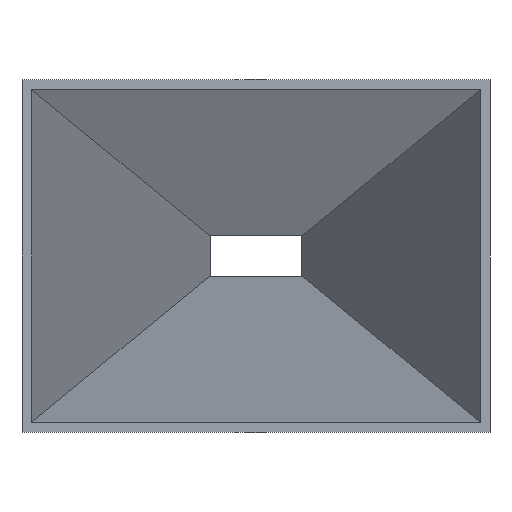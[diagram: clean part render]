
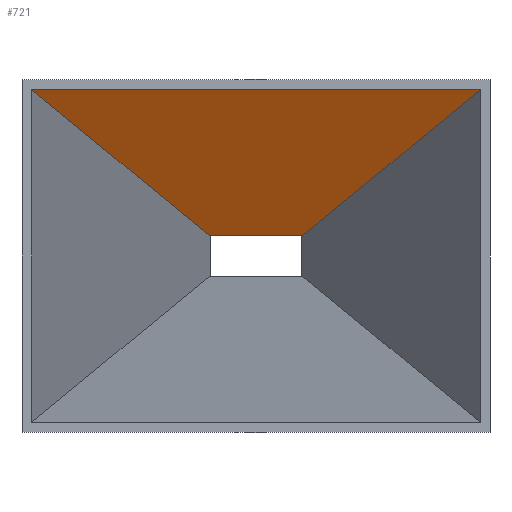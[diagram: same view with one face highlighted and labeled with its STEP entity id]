
A CAD part, front view. The second image highlights one B-rep face of the part: STEP entity #721.
In plain terms, the highlighted face is planar.
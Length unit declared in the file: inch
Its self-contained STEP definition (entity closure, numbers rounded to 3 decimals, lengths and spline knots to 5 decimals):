
#347 = LINE ( 'NONE', #2923, #2574 ) ;
#721 = ADVANCED_FACE ( 'NONE', ( #6327 ), #14272, .T. ) ;
#1461 = VECTOR ( 'NONE', #13846, 39.37008 ) ;
#2347 = VERTEX_POINT ( 'NONE', #18676 ) ;
#2391 = EDGE_CURVE ( 'NONE', #29882, #2347, #29341, .T. ) ;
#2574 = VECTOR ( 'NONE', #10513, 39.37008 ) ;
#2923 = CARTESIAN_POINT ( 'NONE',  ( -0.2485, -0.561, 2.27157 ) ) ;
#5540 = DIRECTION ( 'NONE',  ( 0.163, -0.198, -0.966 ) ) ;
#6327 = FACE_OUTER_BOUND ( 'NONE', #26460, .T. ) ;
#6937 = EDGE_CURVE ( 'NONE', #25947, #28070, #10930, .T. ) ;
#7723 = EDGE_CURVE ( 'NONE', #13090, #2347, #15352, .T. ) ;
#8072 = LINE ( 'NONE', #33954, #29008 ) ;
#8135 = CARTESIAN_POINT ( 'NONE',  ( -2.03532, 2.74331, 12.85198 ) ) ;
#8603 = CARTESIAN_POINT ( 'NONE',  ( -0.2485, 0.561, 2.27157 ) ) ;
#9275 = LINE ( 'NONE', #16222, #15621 ) ;
#10513 = DIRECTION ( 'NONE',  ( 0.167, 0., -0.986 ) ) ;
#10930 = LINE ( 'NONE', #29888, #1461 ) ;
#13090 = VERTEX_POINT ( 'NONE', #8603 ) ;
#13590 = DIRECTION ( 'NONE',  ( 0.986, 0., 0.167 ) ) ;
#13846 = DIRECTION ( 'NONE',  ( 0.163, 0.198, -0.966 ) ) ;
#14272 = PLANE ( 'NONE',  #33499 ) ;
#14446 = VECTOR ( 'NONE', #5540, 39.37008 ) ;
#15352 = LINE ( 'NONE', #28947, #27592 ) ;
#15621 = VECTOR ( 'NONE', #24174, 39.37008 ) ;
#15636 = ORIENTED_EDGE ( 'NONE', *, *, #6937, .T. ) ;
#15676 = DIRECTION ( 'NONE',  ( 0., 1., 0. ) ) ;
#15994 = ORIENTED_EDGE ( 'NONE', *, *, #18819, .F. ) ;
#16222 = CARTESIAN_POINT ( 'NONE',  ( -0.2485, -0.561, 2.27157 ) ) ;
#18676 = CARTESIAN_POINT ( 'NONE',  ( -0.23944, 0.561, 2.2179 ) ) ;
#18819 = EDGE_CURVE ( 'NONE', #22386, #28070, #347, .T. ) ;
#20045 = ORIENTED_EDGE ( 'NONE', *, *, #26715, .T. ) ;
#20158 = EDGE_CURVE ( 'NONE', #25947, #29882, #8072, .T. ) ;
#20168 = ORIENTED_EDGE ( 'NONE', *, *, #2391, .F. ) ;
#21943 = CARTESIAN_POINT ( 'NONE',  ( -2.03532, 2.74331, 12.85198 ) ) ;
#22386 = VERTEX_POINT ( 'NONE', #22450 ) ;
#22450 = CARTESIAN_POINT ( 'NONE',  ( -0.2485, -0.561, 2.27157 ) ) ;
#24174 = DIRECTION ( 'NONE',  ( 0., 1., 0. ) ) ;
#25846 = ORIENTED_EDGE ( 'NONE', *, *, #20158, .F. ) ;
#25947 = VERTEX_POINT ( 'NONE', #32515 ) ;
#26460 = EDGE_LOOP ( 'NONE', ( #15636, #15994, #20045, #33750, #20168, #25846 ) ) ;
#26715 = EDGE_CURVE ( 'NONE', #22386, #13090, #9275, .T. ) ;
#27048 = CARTESIAN_POINT ( 'NONE',  ( 0.13137, 0., 0.02219 ) ) ;
#27592 = VECTOR ( 'NONE', #28286, 39.37008 ) ;
#28070 = VERTEX_POINT ( 'NONE', #33891 ) ;
#28286 = DIRECTION ( 'NONE',  ( 0.167, 0., -0.986 ) ) ;
#28947 = CARTESIAN_POINT ( 'NONE',  ( -0.2485, 0.561, 2.27157 ) ) ;
#29008 = VECTOR ( 'NONE', #15676, 39.37008 ) ;
#29341 = LINE ( 'NONE', #21943, #14446 ) ;
#29448 = DIRECTION ( 'NONE',  ( 0.167, 0., -0.986 ) ) ;
#29882 = VERTEX_POINT ( 'NONE', #8135 ) ;
#29888 = CARTESIAN_POINT ( 'NONE',  ( -2.03532, -2.74331, 12.85198 ) ) ;
#32515 = CARTESIAN_POINT ( 'NONE',  ( -2.03532, -2.74331, 12.85198 ) ) ;
#33499 = AXIS2_PLACEMENT_3D ( 'NONE', #27048, #13590, #29448 ) ;
#33750 = ORIENTED_EDGE ( 'NONE', *, *, #7723, .T. ) ;
#33891 = CARTESIAN_POINT ( 'NONE',  ( -0.23944, -0.561, 2.2179 ) ) ;
#33954 = CARTESIAN_POINT ( 'NONE',  ( -2.03532, 0., 12.85198 ) ) ;
